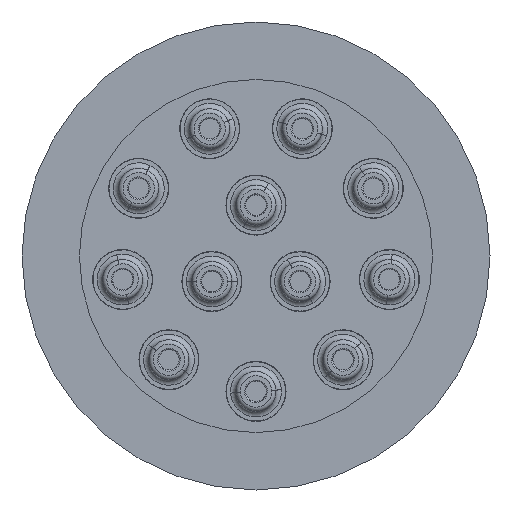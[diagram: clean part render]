
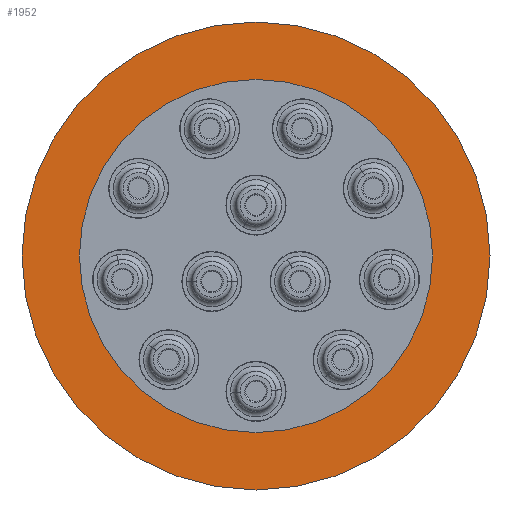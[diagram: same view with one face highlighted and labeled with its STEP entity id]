
A CAD part, front view. The second image highlights one B-rep face of the part: STEP entity #1952.
In plain terms, the highlighted planar face has unit normal (0, -1, 0).
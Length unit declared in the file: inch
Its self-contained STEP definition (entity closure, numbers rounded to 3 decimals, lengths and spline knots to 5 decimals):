
#1952 = ADVANCED_FACE ( 'NONE', ( #15007, #15010 ), #16538, .T. ) ;
#3404 = EDGE_CURVE ( 'NONE', #5022, #5023, #18181, .T. ) ;
#3412 = EDGE_CURVE ( 'NONE', #5030, #5031, #18194, .T. ) ;
#3415 = EDGE_CURVE ( 'NONE', #5031, #5030, #18199, .T. ) ;
#3443 = EDGE_CURVE ( 'NONE', #5023, #5022, #18231, .T. ) ;
#5022 = VERTEX_POINT ( 'NONE', #23813 ) ;
#5023 = VERTEX_POINT ( 'NONE', #23814 ) ;
#5030 = VERTEX_POINT ( 'NONE', #23821 ) ;
#5031 = VERTEX_POINT ( 'NONE', #23822 ) ;
#6983 = EDGE_LOOP ( 'NONE', ( #28918, #28917 ) ) ;
#7415 = EDGE_LOOP ( 'NONE', ( #28920, #28919 ) ) ;
#11781 = AXIS2_PLACEMENT_3D ( 'NONE', #16531, #16540, #16541 ) ;
#15007 = FACE_BOUND ( 'NONE', #7415, .T. ) ;
#15010 = FACE_OUTER_BOUND ( 'NONE', #6983, .T. ) ;
#16531 = CARTESIAN_POINT ( 'NONE',  ( -1.08, -0.87271, 0. ) ) ;
#16538 = PLANE ( 'NONE',  #11781 ) ;
#16540 = DIRECTION ( 'NONE',  ( 0., -1., 0. ) ) ;
#16541 = DIRECTION ( 'NONE',  ( 0., 0., -1. ) ) ;
#17036 = CARTESIAN_POINT ( 'NONE',  ( 0., -0.87271, 0. ) ) ;
#17037 = DIRECTION ( 'NONE',  ( 0., 1., 0. ) ) ;
#17038 = DIRECTION ( 'NONE',  ( 0., 0., 1. ) ) ;
#17055 = CARTESIAN_POINT ( 'NONE',  ( 0., -0.87271, 0. ) ) ;
#17056 = DIRECTION ( 'NONE',  ( 0., 1., 0. ) ) ;
#17057 = DIRECTION ( 'NONE',  ( 0., 0., 1. ) ) ;
#17060 = CARTESIAN_POINT ( 'NONE',  ( 0., -0.87271, 0. ) ) ;
#17061 = DIRECTION ( 'NONE',  ( 0., 1., 0. ) ) ;
#17062 = DIRECTION ( 'NONE',  ( 0., 0., 1. ) ) ;
#17145 = AXIS2_PLACEMENT_3D ( 'NONE', #17036, #17037, #17038 ) ;
#17149 = AXIS2_PLACEMENT_3D ( 'NONE', #17055, #17056, #17057 ) ;
#17150 = AXIS2_PLACEMENT_3D ( 'NONE', #17060, #17061, #17062 ) ;
#17178 = AXIS2_PLACEMENT_3D ( 'NONE', #19248, #19249, #19250 ) ;
#18181 = CIRCLE ( 'NONE', #17145, 0.815 ) ;
#18194 = CIRCLE ( 'NONE', #17149, 1.08 ) ;
#18199 = CIRCLE ( 'NONE', #17150, 1.08 ) ;
#18231 = CIRCLE ( 'NONE', #17178, 0.815 ) ;
#19248 = CARTESIAN_POINT ( 'NONE',  ( 0., -0.87271, 0. ) ) ;
#19249 = DIRECTION ( 'NONE',  ( 0., 1., 0. ) ) ;
#19250 = DIRECTION ( 'NONE',  ( 0., 0., 1. ) ) ;
#23813 = CARTESIAN_POINT ( 'NONE',  ( 0., -0.87271, -0.815 ) ) ;
#23814 = CARTESIAN_POINT ( 'NONE',  ( 0., -0.87271, 0.815 ) ) ;
#23821 = CARTESIAN_POINT ( 'NONE',  ( 0., -0.87271, 1.08 ) ) ;
#23822 = CARTESIAN_POINT ( 'NONE',  ( 0., -0.87271, -1.08 ) ) ;
#28917 = ORIENTED_EDGE ( 'NONE', *, *, #3415, .F. ) ;
#28918 = ORIENTED_EDGE ( 'NONE', *, *, #3412, .F. ) ;
#28919 = ORIENTED_EDGE ( 'NONE', *, *, #3404, .T. ) ;
#28920 = ORIENTED_EDGE ( 'NONE', *, *, #3443, .T. ) ;
